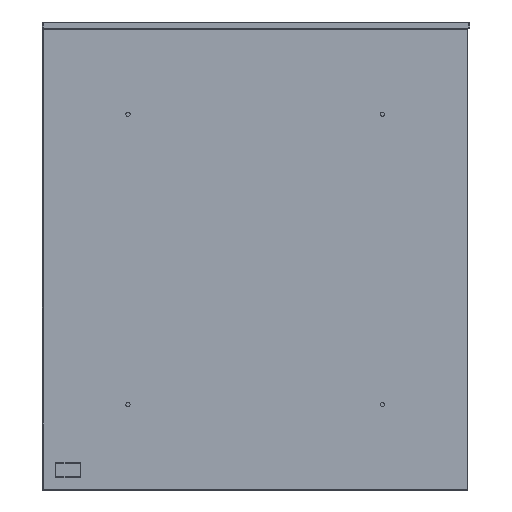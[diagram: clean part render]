
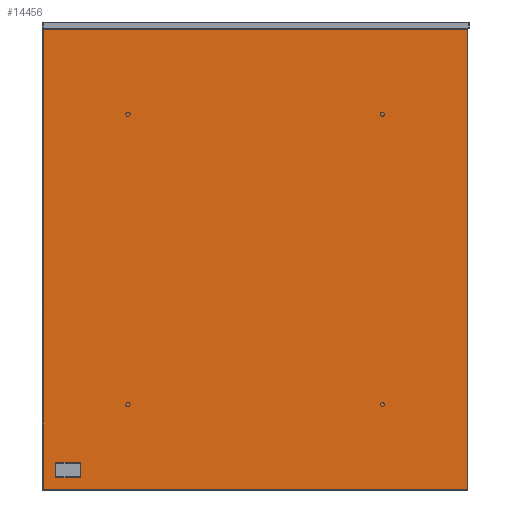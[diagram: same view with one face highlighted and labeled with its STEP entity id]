
A CAD part, left-side view. The second image highlights one B-rep face of the part: STEP entity #14456.
In plain terms, the highlighted planar face has unit normal (-1, 0, 0).
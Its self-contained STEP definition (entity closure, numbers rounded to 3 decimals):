
#14194=CARTESIAN_POINT('',(-4950.693,10231.25,-596.869));
#14195=VERTEX_POINT('',#14194);
#14196=CARTESIAN_POINT('',(-4950.693,10231.25,-59.131));
#14197=VERTEX_POINT('',#14196);
#14198=CARTESIAN_POINT('',(-4950.693,10231.25,-596.869));
#14199=DIRECTION('',(0.0,0.0,1.0));
#14200=VECTOR('',#14199,537.737);
#14201=LINE('',#14198,#14200);
#14202=EDGE_CURVE('',#14195,#14197,#14201,.T.);
#14225=CARTESIAN_POINT('',(-4950.693,10230.919,-58.8));
#14226=VERTEX_POINT('',#14225);
#14227=CARTESIAN_POINT('',(-4950.693,10231.25,-59.131));
#14228=DIRECTION('',(0.0,-0.707,0.707));
#14229=VECTOR('',#14228,0.469);
#14230=LINE('',#14227,#14229);
#14231=EDGE_CURVE('',#14197,#14226,#14230,.T.);
#14249=CARTESIAN_POINT('',(-4950.693,9735.181,-58.8));
#14250=VERTEX_POINT('',#14249);
#14251=CARTESIAN_POINT('',(-4950.693,10230.919,-58.8));
#14252=DIRECTION('',(0.0,-1.0,0.0));
#14253=VECTOR('',#14252,495.737);
#14254=LINE('',#14251,#14253);
#14255=EDGE_CURVE('',#14226,#14250,#14254,.T.);
#14282=CARTESIAN_POINT('',(-4950.693,9734.85,-59.131));
#14283=VERTEX_POINT('',#14282);
#14284=CARTESIAN_POINT('',(-4950.693,9735.181,-58.8));
#14285=DIRECTION('',(0.0,-0.707,-0.707));
#14286=VECTOR('',#14285,0.469);
#14287=LINE('',#14284,#14286);
#14288=EDGE_CURVE('',#14250,#14283,#14287,.T.);
#14313=CARTESIAN_POINT('',(-4950.693,9734.85,-596.869));
#14314=VERTEX_POINT('',#14313);
#14315=CARTESIAN_POINT('',(-4950.693,9734.85,-59.131));
#14316=DIRECTION('',(0.0,0.0,-1.0));
#14317=VECTOR('',#14316,537.737);
#14318=LINE('',#14315,#14317);
#14319=EDGE_CURVE('',#14283,#14314,#14318,.T.);
#14344=CARTESIAN_POINT('',(-4950.693,9735.181,-597.2));
#14345=VERTEX_POINT('',#14344);
#14346=CARTESIAN_POINT('',(-4950.693,9734.85,-596.869));
#14347=DIRECTION('',(0.0,0.707,-0.707));
#14348=VECTOR('',#14347,0.469);
#14349=LINE('',#14346,#14348);
#14350=EDGE_CURVE('',#14314,#14345,#14349,.T.);
#14373=CARTESIAN_POINT('',(-4950.693,10230.919,-597.2));
#14374=VERTEX_POINT('',#14373);
#14375=CARTESIAN_POINT('',(-4950.693,9735.181,-597.2));
#14376=DIRECTION('',(0.0,1.0,0.0));
#14377=VECTOR('',#14376,495.737);
#14378=LINE('',#14375,#14377);
#14379=EDGE_CURVE('',#14345,#14374,#14378,.T.);
#14397=CARTESIAN_POINT('',(-4950.693,10230.919,-597.2));
#14398=DIRECTION('',(0.0,0.707,0.707));
#14399=VECTOR('',#14398,0.469);
#14400=LINE('',#14397,#14399);
#14401=EDGE_CURVE('',#14374,#14195,#14400,.T.);
#14441=CARTESIAN_POINT('',(-4950.693,9983.05,-597.201));
#14442=DIRECTION('',(-1.0,0.0,0.0));
#14443=DIRECTION('',(0.0,0.0,1.0));
#14444=AXIS2_PLACEMENT_3D('',#14441,#14442,#14443);
#14445=PLANE('',#14444);
#14446=ORIENTED_EDGE('',*,*,#14202,.F.);
#14447=ORIENTED_EDGE('',*,*,#14401,.F.);
#14448=ORIENTED_EDGE('',*,*,#14379,.F.);
#14449=ORIENTED_EDGE('',*,*,#14350,.F.);
#14450=ORIENTED_EDGE('',*,*,#14319,.F.);
#14451=ORIENTED_EDGE('',*,*,#14288,.F.);
#14452=ORIENTED_EDGE('',*,*,#14255,.F.);
#14453=ORIENTED_EDGE('',*,*,#14231,.F.);
#14454=EDGE_LOOP('',(#14446,#14447,#14448,#14449,#14450,#14451,#14452,#14453));
#14455=FACE_OUTER_BOUND('',#14454,.T.);
#14456=ADVANCED_FACE('',(#14455),#14445,.T.);
